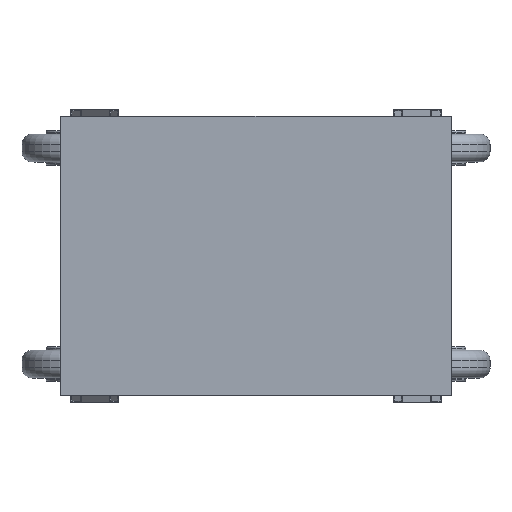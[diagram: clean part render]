
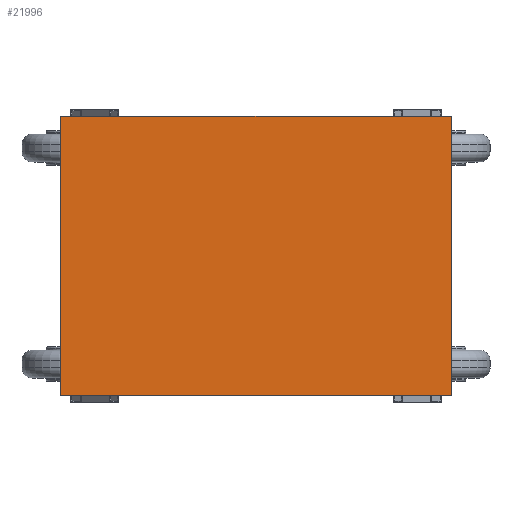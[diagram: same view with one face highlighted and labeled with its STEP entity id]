
A CAD part, top view. The second image highlights one B-rep face of the part: STEP entity #21996.
In plain terms, the highlighted planar face has unit normal (0, 0, 1).
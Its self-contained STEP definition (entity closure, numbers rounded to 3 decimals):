
#1110=FACE_OUTER_BOUND('',#2342,.T.);
#2342=EDGE_LOOP('',(#14505,#14506,#14507,#14508));
#3711=LINE('',#30940,#6379);
#3715=LINE('',#30948,#6383);
#3718=LINE('',#30954,#6386);
#3721=LINE('',#30959,#6389);
#6379=VECTOR('',#24950,10.);
#6383=VECTOR('',#24956,10.);
#6386=VECTOR('',#24961,10.);
#6389=VECTOR('',#24966,10.);
#9047=VERTEX_POINT('',#30938);
#9048=VERTEX_POINT('',#30939);
#9051=VERTEX_POINT('',#30947);
#9053=VERTEX_POINT('',#30953);
#11221=EDGE_CURVE('',#9047,#9048,#3711,.T.);
#11225=EDGE_CURVE('',#9051,#9047,#3715,.T.);
#11228=EDGE_CURVE('',#9053,#9051,#3718,.T.);
#11231=EDGE_CURVE('',#9048,#9053,#3721,.T.);
#14505=ORIENTED_EDGE('',*,*,#11231,.F.);
#14506=ORIENTED_EDGE('',*,*,#11221,.F.);
#14507=ORIENTED_EDGE('',*,*,#11225,.F.);
#14508=ORIENTED_EDGE('',*,*,#11228,.F.);
#21018=PLANE('',#23291);
#21996=ADVANCED_FACE('',(#1110),#21018,.F.);
#23291=AXIS2_PLACEMENT_3D('',#30962,#24970,#24971);
#24950=DIRECTION('',(-1.,0.,0.));
#24956=DIRECTION('',(0.,-1.,0.));
#24961=DIRECTION('',(1.,0.,0.));
#24966=DIRECTION('',(0.,1.,0.));
#24970=DIRECTION('center_axis',(0.,0.,-1.));
#24971=DIRECTION('ref_axis',(1.,0.,0.));
#30938=CARTESIAN_POINT('',(700.,-484.,185.311));
#30939=CARTESIAN_POINT('',(0.,-484.,185.311));
#30940=CARTESIAN_POINT('',(700.,-484.,185.311));
#30947=CARTESIAN_POINT('',(700.,16.,185.311));
#30948=CARTESIAN_POINT('',(700.,16.,185.311));
#30953=CARTESIAN_POINT('',(0.,16.,185.311));
#30954=CARTESIAN_POINT('',(0.,16.,185.311));
#30959=CARTESIAN_POINT('',(0.,-484.,185.311));
#30962=CARTESIAN_POINT('Origin',(350.,-234.,185.311));
